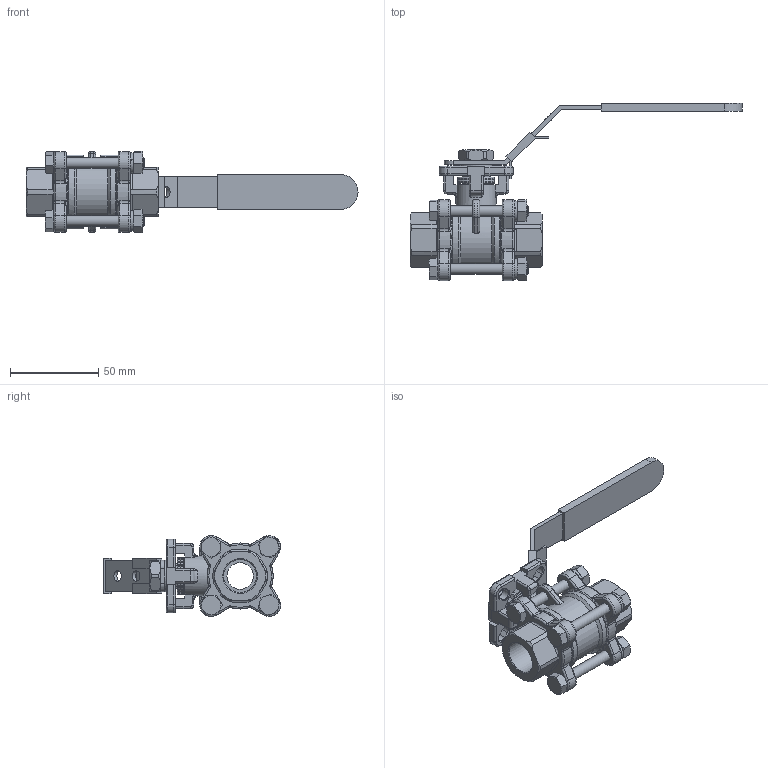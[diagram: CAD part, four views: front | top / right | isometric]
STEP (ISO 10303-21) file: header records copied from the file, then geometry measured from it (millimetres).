
FILE_DESCRIPTION(/* description */ ('Unknown'),/* implementation_level */ '2;1');
FILE_NAME(/* name */ '9323-04',/* time_stamp */ '2022-01-24T12:38:54+01:00',/* author */ ('Unknown'),/* organization */ ('Unknown'),/* preprocessor_version */ 'ST-DEVELOPER v16.7',/* originating_system */ 'Solid Edge',/* authorisation */ 'Unknown');
FILE_SCHEMA (('AUTOMOTIVE_DESIGN {1 0 10303 214 3 1 1}'));
Products named in the file (7): 8.112.015; Hebel 010-020; Ummantelung 010-020; Lasche010_020; M12-niedrig
Assembly tree (6 placements, depth 3):
  8.112.015
    Hebel 010-020
      Hebel 010-020
      Ummantelung 010-020
      Lasche010_020
    8.112.015
    M12-niedrig
Bounding box: 188.55 x 100.74 x 46.08 mm (x, y, z)
Volume: 96162.3 mm3; surface area: 48734 mm2
Topology: 5 solids, 6 shells, 952 faces, 2478 edges, 1543 vertices
Faces by surface type: plane 378, cylinder 249, bspline 162, cone 92, torus 71
Full cylindrical faces by diameter (mm): 6 x10, 7 x10, 10.106 x1, 15 x1, 16 x1, 18 x1, 18.631 x2, 21.2 x2, 23 x1, 27 x1, 37.5 x2
Entity records: 51819 total; most frequent: CARTESIAN_POINT 24131, ORIENTED_EDGE 4746, DIRECTION 3821, EDGE_CURVE 2373, VERTEX_POINT 1511, AXIS2_PLACEMENT_3D 1387, EDGE_LOOP 1076, FACE_BOUND 1076
